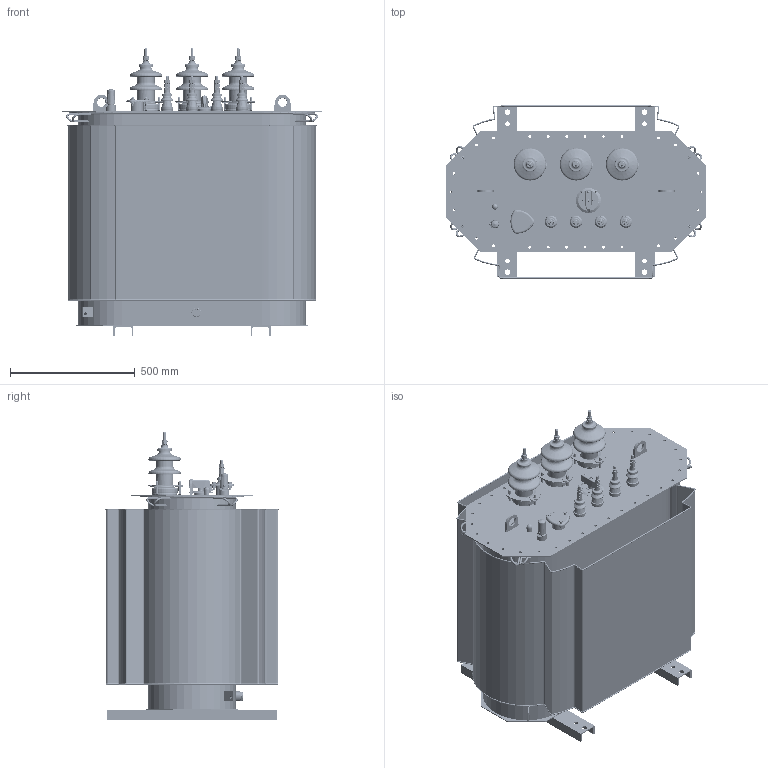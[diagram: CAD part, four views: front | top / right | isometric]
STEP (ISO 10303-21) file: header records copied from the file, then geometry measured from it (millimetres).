
FILE_DESCRIPTION(/* description */ (''),/* implementation_level */ '2;1');
FILE_NAME(/* name */ 'ВИЕЛ.672233.55 упрощенный.stp',/* time_stamp */ '2019-09-26T08:45:17+03:00',/* author */ ('56691'),/* organization */ (''),/* preprocessor_version */ 'ST-DEVELOPER v15.2',/* originating_system */ 'Autodesk Inventor 2014',/* authorisation */ '');
FILE_SCHEMA (('AUTOMOTIVE_DESIGN { 1 0 10303 214 3 1 1 }'));
Products named in the file (1): ВИЕЛ.672233.55 \X2\0443043F0440043E

Bounding box: 1047 x 695 x 1153.4 mm (x, y, z)
Volume: 3884687.7 mm3; surface area: 9119435.8 mm2
Topology: 69 solids, 78 shells, 6372 faces, 15408 edges, 8998 vertices
Faces by surface type: plane 1940, cylinder 1569, bspline 1486, torus 870, sphere 271, cone 236
Full cylindrical faces by diameter (mm): 1.6 x2, 1.827 x2, 2.5 x6, 3 x3, 3.1 x2, 4 x2, 4.134 x1, 4.42 x3, 4.917 x2, 4.95 x1, 5 x21, 5.94 x4, 6 x5, 6.2 x5, 6.4 x3, 6.5 x1, 7.1 x2, 7.5 x1, 7.92 x3, 8 x26, 8.4 x6, 8.5 x3, 8.746 x9, 9 x3, 10 x12, 10.7 x11, 11 x34, 12 x46, 12.5 x13, 13 x14
Entity records: 222058 total; most frequent: CARTESIAN_POINT 83240, ORIENTED_EDGE 27778, DIRECTION 25200, EDGE_CURVE 13876, AXIS2_PLACEMENT_3D 10116, VERTEX_POINT 8756, EDGE_LOOP 7828, ADVANCED_FACE 6372
